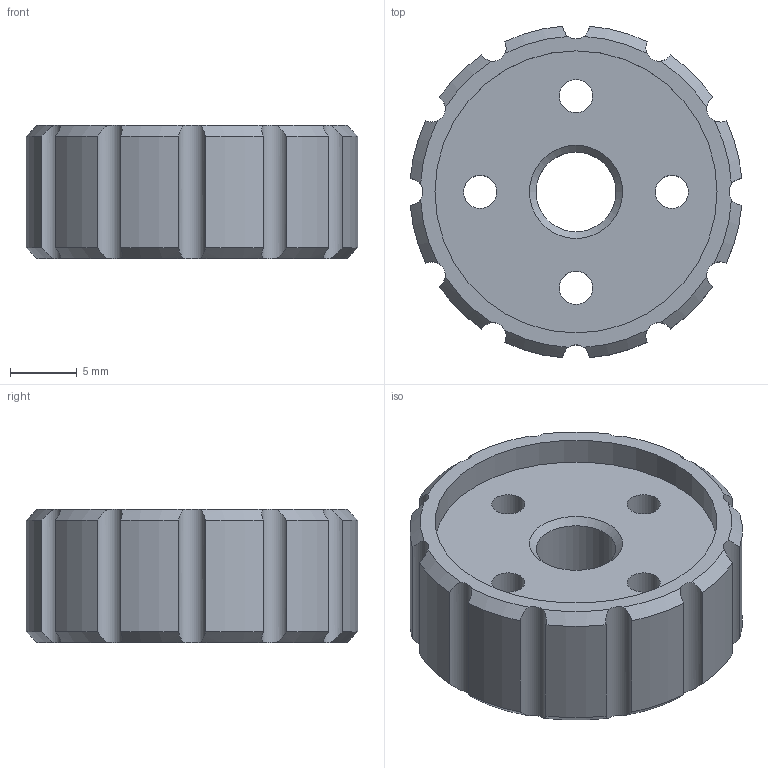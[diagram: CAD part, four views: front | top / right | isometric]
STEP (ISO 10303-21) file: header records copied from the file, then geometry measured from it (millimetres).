
FILE_DESCRIPTION(/* description */ (''),/* implementation_level */ '2;1');
FILE_NAME(/* name */ 'Rad_Angetrieben.stp',/* time_stamp */ '2024-10-02T09:31:19+02:00',/* author */ ('de20559'),/* organization */ (''),/* preprocessor_version */ 'ST-DEVELOPER v20',/* originating_system */ 'Autodesk Inventor 2024',/* authorisation */ '');
FILE_SCHEMA (('AUTOMOTIVE_DESIGN { 1 0 10303 214 3 1 1 }'));
Length unit declared in the file: millimetre
Products named in the file (1): Rad_Angetrieben
Bounding box: 24.92 x 24.92 x 10 mm (x, y, z)
Volume: 3518.7 mm3; surface area: 2250.6 mm2
Topology: 1 solids, 1 shells, 115 faces, 315 edges, 203 vertices
Faces by surface type: plane 51, cylinder 34, cone 30
Full cylindrical faces by diameter (mm): 2.5 x4, 4 x4, 6 x1, 21.2 x1
Entity records: 4095 total; most frequent: CARTESIAN_POINT 1090, ORIENTED_EDGE 630, DIRECTION 630, EDGE_CURVE 315, AXIS2_PLACEMENT_3D 247, VERTEX_POINT 203, LINE 136, VECTOR 136
